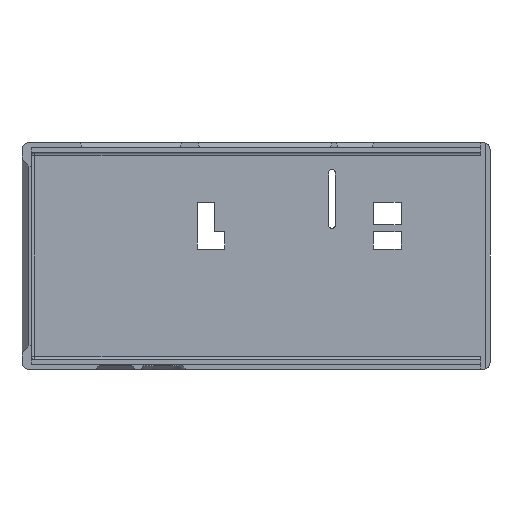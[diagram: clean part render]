
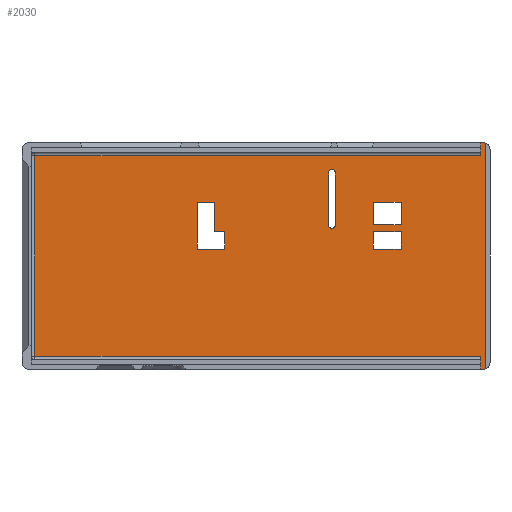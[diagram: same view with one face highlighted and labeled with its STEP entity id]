
A CAD part, front view. The second image highlights one B-rep face of the part: STEP entity #2030.
In plain terms, the highlighted planar face has unit normal (0, -1, 0).
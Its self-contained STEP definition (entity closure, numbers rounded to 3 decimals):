
#19=FACE_BOUND('',#280,.T.);
#20=FACE_BOUND('',#281,.T.);
#21=FACE_BOUND('',#282,.T.);
#22=FACE_BOUND('',#283,.T.);
#73=CIRCLE('',#2145,1.);
#74=CIRCLE('',#2148,1.);
#76=CIRCLE('',#2183,2.);
#78=CIRCLE('',#2188,2.);
#171=FACE_OUTER_BOUND('',#279,.T.);
#279=EDGE_LOOP('',(#1745,#1746,#1747,#1748,#1749,#1750,#1751,#1752,#1753,
#1754));
#280=EDGE_LOOP('',(#1755,#1756,#1757,#1758));
#281=EDGE_LOOP('',(#1759,#1760,#1761,#1762));
#282=EDGE_LOOP('',(#1763,#1764,#1765,#1766));
#283=EDGE_LOOP('',(#1767,#1768,#1769,#1770,#1771,#1772));
#323=LINE('',#2789,#576);
#402=LINE('',#2951,#655);
#430=LINE('',#3038,#683);
#434=LINE('',#3050,#687);
#436=LINE('',#3060,#689);
#463=LINE('',#3125,#716);
#466=LINE('',#3133,#719);
#468=LINE('',#3140,#721);
#471=LINE('',#3145,#724);
#473=LINE('',#3150,#726);
#475=LINE('',#3154,#728);
#477=LINE('',#3157,#730);
#478=LINE('',#3159,#731);
#489=LINE('',#3181,#742);
#492=LINE('',#3186,#745);
#502=LINE('',#3207,#755);
#505=LINE('',#3212,#758);
#507=LINE('',#3216,#760);
#508=LINE('',#3218,#761);
#509=LINE('',#3221,#762);
#511=LINE('',#3224,#764);
#533=LINE('',#3272,#786);
#535=LINE('',#3275,#788);
#536=LINE('',#3277,#789);
#576=VECTOR('',#2237,10.);
#655=VECTOR('',#2374,10.);
#683=VECTOR('',#2454,10.);
#687=VECTOR('',#2466,10.);
#689=VECTOR('',#2478,10.);
#716=VECTOR('',#2531,10.);
#719=VECTOR('',#2540,10.);
#721=VECTOR('',#2548,10.);
#724=VECTOR('',#2553,10.);
#726=VECTOR('',#2557,10.);
#728=VECTOR('',#2561,10.);
#730=VECTOR('',#2565,10.);
#731=VECTOR('',#2568,10.);
#742=VECTOR('',#2589,10.);
#745=VECTOR('',#2594,10.);
#755=VECTOR('',#2614,10.);
#758=VECTOR('',#2619,10.);
#760=VECTOR('',#2623,10.);
#761=VECTOR('',#2626,10.);
#762=VECTOR('',#2629,10.);
#764=VECTOR('',#2633,10.);
#786=VECTOR('',#2687,10.);
#788=VECTOR('',#2691,10.);
#789=VECTOR('',#2694,10.);
#829=VERTEX_POINT('',#2786);
#830=VERTEX_POINT('',#2788);
#883=VERTEX_POINT('',#2948);
#884=VERTEX_POINT('',#2950);
#909=VERTEX_POINT('',#3026);
#911=VERTEX_POINT('',#3037);
#915=VERTEX_POINT('',#3048);
#917=VERTEX_POINT('',#3056);
#942=VERTEX_POINT('',#3121);
#943=VERTEX_POINT('',#3123);
#944=VERTEX_POINT('',#3127);
#945=VERTEX_POINT('',#3131);
#946=VERTEX_POINT('',#3137);
#947=VERTEX_POINT('',#3139);
#948=VERTEX_POINT('',#3143);
#949=VERTEX_POINT('',#3147);
#950=VERTEX_POINT('',#3149);
#951=VERTEX_POINT('',#3153);
#956=VERTEX_POINT('',#3178);
#957=VERTEX_POINT('',#3180);
#958=VERTEX_POINT('',#3184);
#963=VERTEX_POINT('',#3204);
#964=VERTEX_POINT('',#3206);
#965=VERTEX_POINT('',#3210);
#966=VERTEX_POINT('',#3214);
#967=VERTEX_POINT('',#3220);
#974=VERTEX_POINT('',#3261);
#977=VERTEX_POINT('',#3271);
#1011=EDGE_CURVE('',#829,#830,#323,.T.);
#1092=EDGE_CURVE('',#884,#883,#402,.T.);
#1134=EDGE_CURVE('',#909,#911,#430,.T.);
#1141=EDGE_CURVE('',#915,#909,#434,.T.);
#1146=EDGE_CURVE('',#911,#917,#436,.T.);
#1179=EDGE_CURVE('',#942,#943,#463,.T.);
#1181=EDGE_CURVE('',#944,#942,#73,.T.);
#1183=EDGE_CURVE('',#945,#944,#466,.T.);
#1184=EDGE_CURVE('',#943,#945,#74,.T.);
#1186=EDGE_CURVE('',#947,#946,#468,.T.);
#1189=EDGE_CURVE('',#946,#948,#471,.T.);
#1191=EDGE_CURVE('',#950,#949,#473,.T.);
#1193=EDGE_CURVE('',#949,#951,#475,.T.);
#1195=EDGE_CURVE('',#948,#950,#477,.T.);
#1196=EDGE_CURVE('',#951,#947,#478,.T.);
#1207=EDGE_CURVE('',#957,#956,#489,.T.);
#1210=EDGE_CURVE('',#956,#958,#492,.T.);
#1220=EDGE_CURVE('',#964,#963,#502,.T.);
#1223=EDGE_CURVE('',#963,#965,#505,.T.);
#1225=EDGE_CURVE('',#958,#966,#507,.T.);
#1226=EDGE_CURVE('',#966,#957,#508,.T.);
#1227=EDGE_CURVE('',#967,#964,#509,.T.);
#1229=EDGE_CURVE('',#965,#967,#511,.T.);
#1249=EDGE_CURVE('',#830,#974,#76,.T.);
#1254=EDGE_CURVE('',#977,#974,#533,.T.);
#1256=EDGE_CURVE('',#884,#915,#535,.T.);
#1257=EDGE_CURVE('',#977,#883,#78,.T.);
#1258=EDGE_CURVE('',#917,#829,#536,.T.);
#1745=ORIENTED_EDGE('',*,*,#1256,.F.);
#1746=ORIENTED_EDGE('',*,*,#1092,.T.);
#1747=ORIENTED_EDGE('',*,*,#1257,.F.);
#1748=ORIENTED_EDGE('',*,*,#1254,.T.);
#1749=ORIENTED_EDGE('',*,*,#1249,.F.);
#1750=ORIENTED_EDGE('',*,*,#1011,.F.);
#1751=ORIENTED_EDGE('',*,*,#1258,.F.);
#1752=ORIENTED_EDGE('',*,*,#1146,.F.);
#1753=ORIENTED_EDGE('',*,*,#1134,.F.);
#1754=ORIENTED_EDGE('',*,*,#1141,.F.);
#1755=ORIENTED_EDGE('',*,*,#1207,.T.);
#1756=ORIENTED_EDGE('',*,*,#1210,.T.);
#1757=ORIENTED_EDGE('',*,*,#1225,.T.);
#1758=ORIENTED_EDGE('',*,*,#1226,.T.);
#1759=ORIENTED_EDGE('',*,*,#1179,.T.);
#1760=ORIENTED_EDGE('',*,*,#1184,.T.);
#1761=ORIENTED_EDGE('',*,*,#1183,.T.);
#1762=ORIENTED_EDGE('',*,*,#1181,.T.);
#1763=ORIENTED_EDGE('',*,*,#1223,.T.);
#1764=ORIENTED_EDGE('',*,*,#1229,.T.);
#1765=ORIENTED_EDGE('',*,*,#1227,.T.);
#1766=ORIENTED_EDGE('',*,*,#1220,.T.);
#1767=ORIENTED_EDGE('',*,*,#1191,.T.);
#1768=ORIENTED_EDGE('',*,*,#1193,.T.);
#1769=ORIENTED_EDGE('',*,*,#1196,.T.);
#1770=ORIENTED_EDGE('',*,*,#1186,.T.);
#1771=ORIENTED_EDGE('',*,*,#1189,.T.);
#1772=ORIENTED_EDGE('',*,*,#1195,.T.);
#1927=PLANE('',#2187);
#2030=ADVANCED_FACE('',(#171,#19,#20,#21,#22),#1927,.T.);
#2145=AXIS2_PLACEMENT_3D('',#3129,#2535,#2536);
#2148=AXIS2_PLACEMENT_3D('',#3135,#2543,#2544);
#2183=AXIS2_PLACEMENT_3D('',#3262,#2676,#2677);
#2187=AXIS2_PLACEMENT_3D('',#3274,#2689,#2690);
#2188=AXIS2_PLACEMENT_3D('',#3276,#2692,#2693);
#2237=DIRECTION('',(1.,0.,0.));
#2374=DIRECTION('',(1.,0.,0.));
#2454=DIRECTION('',(0.,0.,1.));
#2466=DIRECTION('',(-1.,0.,0.));
#2478=DIRECTION('',(1.,0.,0.));
#2531=DIRECTION('',(0.,0.,-1.));
#2535=DIRECTION('center_axis',(0.,1.,0.));
#2536=DIRECTION('ref_axis',(-1.,0.,0.));
#2540=DIRECTION('',(0.,0.,1.));
#2543=DIRECTION('center_axis',(0.,1.,0.));
#2544=DIRECTION('ref_axis',(1.,0.,0.));
#2548=DIRECTION('',(0.,0.,-1.));
#2553=DIRECTION('',(1.,0.,0.));
#2557=DIRECTION('',(-1.,0.,0.));
#2561=DIRECTION('',(0.,0.,1.));
#2565=DIRECTION('',(0.,0.,-1.));
#2568=DIRECTION('',(1.,0.,0.));
#2589=DIRECTION('',(0.,0.,1.));
#2594=DIRECTION('',(1.,0.,0.));
#2614=DIRECTION('',(0.,0.,-1.));
#2619=DIRECTION('',(-1.,0.,0.));
#2623=DIRECTION('',(0.,0.,-1.));
#2626=DIRECTION('',(-1.,0.,0.));
#2629=DIRECTION('',(1.,0.,0.));
#2633=DIRECTION('',(0.,0.,1.));
#2676=DIRECTION('center_axis',(0.,1.,0.));
#2677=DIRECTION('ref_axis',(0.707,0.,0.707));
#2687=DIRECTION('',(0.,0.,1.));
#2689=DIRECTION('center_axis',(0.,-1.,0.));
#2690=DIRECTION('ref_axis',(0.,0.,-1.));
#2691=DIRECTION('',(0.,0.,1.));
#2692=DIRECTION('center_axis',(0.,1.,0.));
#2693=DIRECTION('ref_axis',(0.707,0.,-0.707));
#2694=DIRECTION('',(0.,0.,1.));
#2786=CARTESIAN_POINT('',(132.56,10.4,0.));
#2788=CARTESIAN_POINT('',(133.29,10.4,0.));
#2789=CARTESIAN_POINT('',(132.56,10.4,0.));
#2948=CARTESIAN_POINT('',(133.29,10.4,-65.46));
#2950=CARTESIAN_POINT('',(132.56,10.4,-65.46));
#2951=CARTESIAN_POINT('',(132.56,10.4,-65.46));
#3026=CARTESIAN_POINT('',(3.73,10.4,-61.73));
#3037=CARTESIAN_POINT('',(3.73,10.4,-3.73));
#3038=CARTESIAN_POINT('',(3.73,10.4,-1.365));
#3048=CARTESIAN_POINT('',(132.56,10.4,-61.73));
#3050=CARTESIAN_POINT('',(67.645,10.4,-61.73));
#3056=CARTESIAN_POINT('',(132.56,10.4,-3.73));
#3060=CARTESIAN_POINT('',(132.56,10.4,-3.73));
#3121=CARTESIAN_POINT('',(90.61,10.4,-8.73));
#3123=CARTESIAN_POINT('',(90.61,10.4,-23.73));
#3125=CARTESIAN_POINT('',(90.61,10.4,-11.865));
#3127=CARTESIAN_POINT('',(88.61,10.4,-8.73));
#3129=CARTESIAN_POINT('Origin',(89.61,10.4,-8.73));
#3131=CARTESIAN_POINT('',(88.61,10.4,-23.73));
#3133=CARTESIAN_POINT('',(88.61,10.4,-4.365));
#3135=CARTESIAN_POINT('Origin',(89.61,10.4,-23.73));
#3137=CARTESIAN_POINT('',(55.61,10.4,-25.73));
#3139=CARTESIAN_POINT('',(55.61,10.4,-17.23));
#3140=CARTESIAN_POINT('',(55.61,10.4,-12.865));
#3143=CARTESIAN_POINT('',(58.61,10.4,-25.73));
#3145=CARTESIAN_POINT('',(95.585,10.4,-25.73));
#3147=CARTESIAN_POINT('',(50.61,10.4,-30.73));
#3149=CARTESIAN_POINT('',(58.61,10.4,-30.73));
#3150=CARTESIAN_POINT('',(91.585,10.4,-30.73));
#3153=CARTESIAN_POINT('',(50.61,10.4,-17.23));
#3154=CARTESIAN_POINT('',(50.61,10.4,-8.615));
#3157=CARTESIAN_POINT('',(58.61,10.4,-15.365));
#3159=CARTESIAN_POINT('',(94.085,10.4,-17.23));
#3178=CARTESIAN_POINT('',(101.61,10.4,-17.23));
#3180=CARTESIAN_POINT('',(101.61,10.4,-23.73));
#3181=CARTESIAN_POINT('',(101.61,10.4,-8.615));
#3184=CARTESIAN_POINT('',(109.61,10.4,-17.23));
#3186=CARTESIAN_POINT('',(121.085,10.4,-17.23));
#3204=CARTESIAN_POINT('',(109.61,10.4,-30.73));
#3206=CARTESIAN_POINT('',(109.61,10.4,-25.73));
#3207=CARTESIAN_POINT('',(109.61,10.4,-15.365));
#3210=CARTESIAN_POINT('',(101.61,10.4,-30.73));
#3212=CARTESIAN_POINT('',(117.085,10.4,-30.73));
#3214=CARTESIAN_POINT('',(109.61,10.4,-23.73));
#3216=CARTESIAN_POINT('',(109.61,10.4,-11.865));
#3218=CARTESIAN_POINT('',(117.085,10.4,-23.73));
#3220=CARTESIAN_POINT('',(101.61,10.4,-25.73));
#3221=CARTESIAN_POINT('',(121.085,10.4,-25.73));
#3224=CARTESIAN_POINT('',(101.61,10.4,-12.865));
#3261=CARTESIAN_POINT('',(133.925,10.4,-0.103));
#3262=CARTESIAN_POINT('Origin',(133.29,10.4,-2.));
#3271=CARTESIAN_POINT('',(133.925,10.4,-65.357));
#3272=CARTESIAN_POINT('',(133.925,10.4,0.));
#3274=CARTESIAN_POINT('Origin',(132.56,10.4,0.));
#3275=CARTESIAN_POINT('',(132.56,10.4,-31.365));
#3276=CARTESIAN_POINT('Origin',(133.29,10.4,-63.46));
#3277=CARTESIAN_POINT('',(132.56,10.4,0.));
